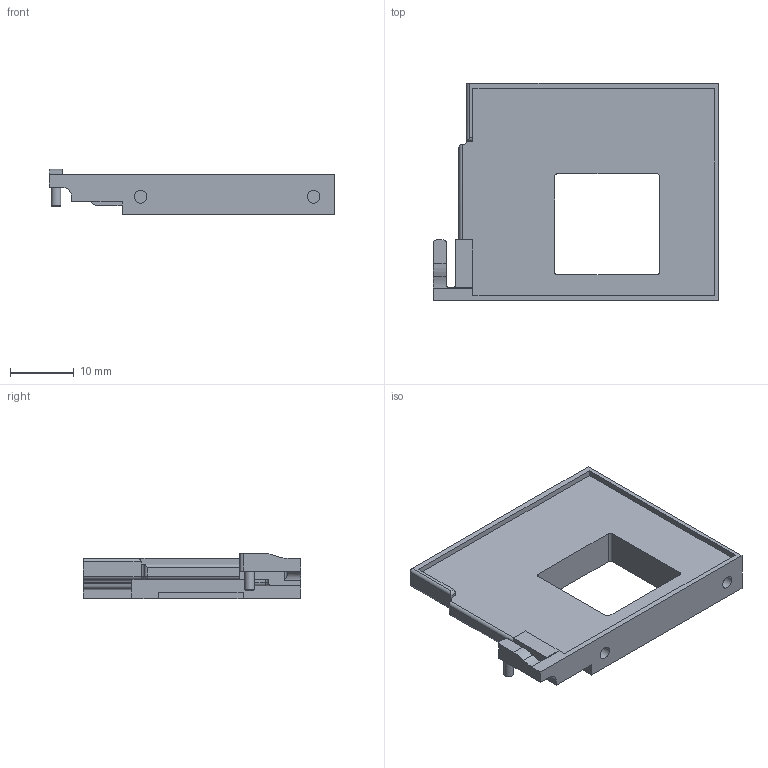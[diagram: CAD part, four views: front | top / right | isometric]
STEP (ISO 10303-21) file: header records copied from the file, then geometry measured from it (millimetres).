
FILE_DESCRIPTION(/* description */ (''),/* implementation_level */ '2;1');
FILE_NAME(/* name */ '支架 v3.step',/* time_stamp */ '2020-08-10T12:42:11+08:00',/* author */ (''),/* organization */ (''),/* preprocessor_version */ 'ST-DEVELOPER v18.1',/* originating_system */ 'Autodesk Translation Framework v9.3.0.1241',/* authorisation */ '');
FILE_SCHEMA (('AUTOMOTIVE_DESIGN { 1 0 10303 214 3 1 1 }'));
Length unit declared in the file: millimetre
Products named in the file (2): 支架; 零部件1
Assembly tree (1 placements, depth 2):
  支架
    零部件1
Bounding box: 44.74 x 34.16 x 7.1 mm (x, y, z)
Volume: 5508.4 mm3; surface area: 3847.2 mm2
Topology: 1 solids, 1 shells, 80 faces, 207 edges, 134 vertices
Faces by surface type: plane 47, cylinder 29, torus 2, cone 1, sphere 1
Full cylindrical faces by diameter (mm): 1.5 x1, 2 x4
Entity records: 2526 total; most frequent: CARTESIAN_POINT 450, DIRECTION 431, ORIENTED_EDGE 414, EDGE_CURVE 207, LINE 145, VECTOR 145, AXIS2_PLACEMENT_3D 143, VERTEX_POINT 134
